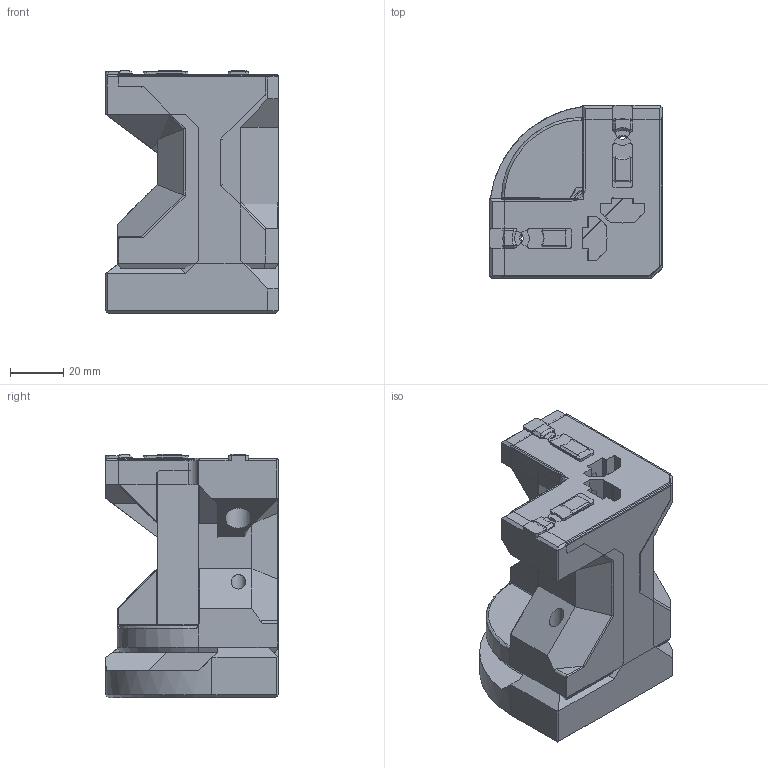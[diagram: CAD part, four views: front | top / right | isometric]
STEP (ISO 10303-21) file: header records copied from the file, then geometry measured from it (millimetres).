
FILE_DESCRIPTION(/* description */ (''),/* implementation_level */ '2;1');
FILE_NAME(/* name */ 'Wre Routing Feet.step',/* time_stamp */ '2024-09-18T17:09:28-04:00',/* author */ (''),/* organization */ (''),/* preprocessor_version */ 'ST-DEVELOPER v20',/* originating_system */ 'Autodesk Translation Framework v13.14.0.145',/* authorisation */ '');
FILE_SCHEMA (('AUTOMOTIVE_DESIGN { 1 0 10303 214 3 1 1 }'));
Length unit declared in the file: millimetre
Products named in the file (4): Wre Routing Feet; left corner skirt x2; lower_corner_assembly; bottom_electronics_foot
Assembly tree (3 placements, depth 3):
  Wre Routing Feet
    left corner skirt x2
    lower_corner_assembly
      bottom_electronics_foot
Bounding box: 65.05 x 65 x 91.43 mm (x, y, z)
Volume: 258793.1 mm3; surface area: 62396.7 mm2
Topology: 2 solids, 2 shells, 410 faces, 1068 edges, 652 vertices
Faces by surface type: plane 282, cylinder 79, cone 46, bspline 2, torus 1
Full cylindrical faces by diameter (mm): 5.2 x1, 5.4 x9, 10 x4, 41 x1
Entity records: 12381 total; most frequent: CARTESIAN_POINT 2145, ORIENTED_EDGE 2104, DIRECTION 2078, EDGE_CURVE 1052, LINE 852, VECTOR 852, VERTEX_POINT 652, AXIS2_PLACEMENT_3D 613
